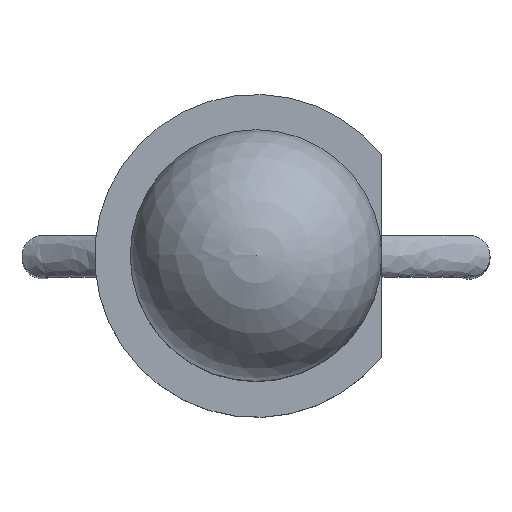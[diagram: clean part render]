
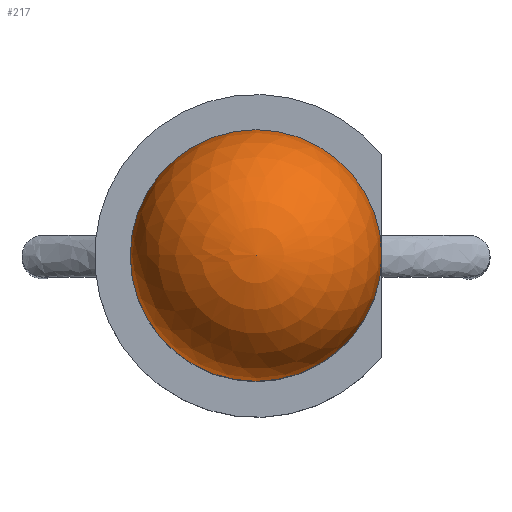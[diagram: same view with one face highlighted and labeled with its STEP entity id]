
A CAD part, top view. The second image highlights one B-rep face of the part: STEP entity #217.
In plain terms, the highlighted spherical face has radius 1.5 mm.
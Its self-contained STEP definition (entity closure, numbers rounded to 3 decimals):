
#57=FACE_OUTER_BOUND('',#74,.T.);
#74=EDGE_LOOP('',(#158,#159,#160,#161));
#91=CIRCLE('',#252,1.5);
#92=CIRCLE('',#253,1.5);
#93=CIRCLE('',#254,1.5);
#109=VERTEX_POINT('',#363);
#110=VERTEX_POINT('',#364);
#111=VERTEX_POINT('',#366);
#129=EDGE_CURVE('',#109,#110,#91,.T.);
#130=EDGE_CURVE('',#111,#110,#92,.T.);
#131=EDGE_CURVE('',#110,#109,#93,.T.);
#158=ORIENTED_EDGE('',*,*,#129,.T.);
#159=ORIENTED_EDGE('',*,*,#130,.F.);
#160=ORIENTED_EDGE('',*,*,#130,.T.);
#161=ORIENTED_EDGE('',*,*,#131,.T.);
#216=SPHERICAL_SURFACE('',#251,1.5);
#217=ADVANCED_FACE('',(#57),#216,.T.);
#251=AXIS2_PLACEMENT_3D('',#362,#286,#287);
#252=AXIS2_PLACEMENT_3D('',#365,#288,#289);
#253=AXIS2_PLACEMENT_3D('',#367,#290,#291);
#254=AXIS2_PLACEMENT_3D('',#368,#292,#293);
#286=DIRECTION('center_axis',(0.,0.,1.));
#287=DIRECTION('ref_axis',(1.,0.,0.));
#288=DIRECTION('center_axis',(0.,0.,1.));
#289=DIRECTION('ref_axis',(-1.,0.,0.));
#290=DIRECTION('center_axis',(0.,-1.,0.));
#291=DIRECTION('ref_axis',(-1.,0.,0.));
#292=DIRECTION('center_axis',(0.,0.,1.));
#293=DIRECTION('ref_axis',(-1.,0.,0.));
#362=CARTESIAN_POINT('Origin',(-0.026,0.,3.852));
#363=CARTESIAN_POINT('',(1.474,0.,3.852));
#364=CARTESIAN_POINT('',(-1.526,0.,3.852));
#365=CARTESIAN_POINT('Origin',(-0.026,0.,3.852));
#366=CARTESIAN_POINT('',(-0.026,0.,5.352));
#367=CARTESIAN_POINT('Origin',(-0.026,0.,3.852));
#368=CARTESIAN_POINT('Origin',(-0.026,0.,3.852));
